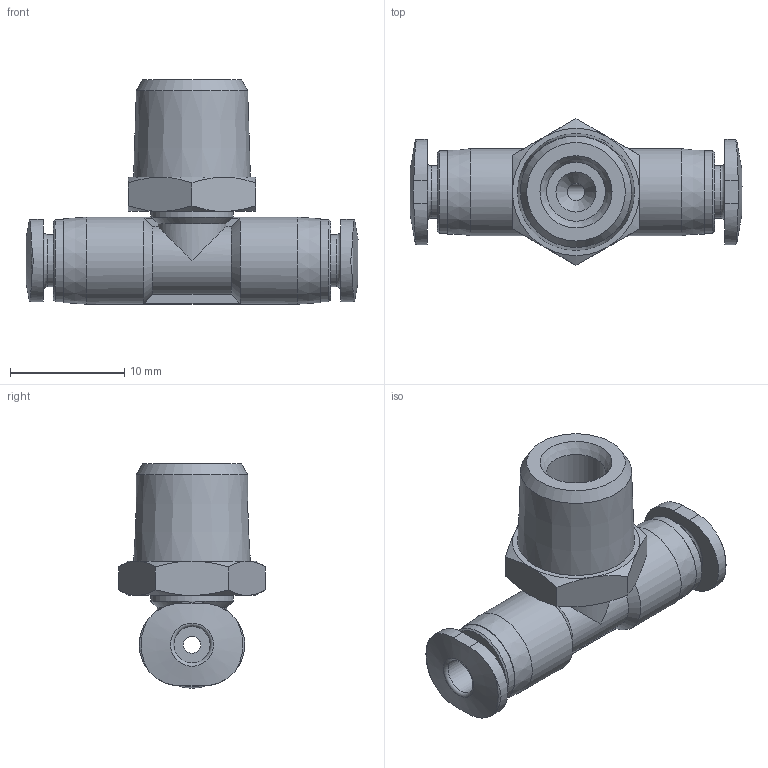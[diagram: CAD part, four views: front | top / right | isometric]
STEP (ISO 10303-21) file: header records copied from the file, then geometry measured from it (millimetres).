
FILE_DESCRIPTION(/* description */ ('STEP AP214'),/* implementation_level */ '2;1');
FILE_NAME(/* name */ '533308_QBMT-1_8-1_8-U',/* time_stamp */ '2024-09-14T03:38:19+02:00',/* author */ ('License CC BY-ND 4.0'),/* organization */ ('CADENAS'),/* preprocessor_version */ 'ST-DEVELOPER v19.3',/* originating_system */ 'PARTsolutions',/* authorisation */ ' ');
FILE_SCHEMA (('AUTOMOTIVE_DESIGN {1 0 10303 214 3 1 1}'));
Length unit declared in the file: millimetre
Products named in the file (1): 533308 QBMT-1/8-1/8-U
Bounding box: 29 x 12.83 x 19.6 mm (x, y, z)
Volume: 1779.8 mm3; surface area: 1822.1 mm2
Topology: 1 solids, 1 shells, 83 faces, 193 edges, 122 vertices
Faces by surface type: plane 28, cone 28, cylinder 19, torus 8
Full cylindrical faces by diameter (mm): 1.5 x2, 3.175 x2, 4.575 x2, 5.144 x1, 7.2 x3, 7.6 x1
Entity records: 2880 total; most frequent: CARTESIAN_POINT 548, DIRECTION 344, ORIENTED_EDGE 330, EDGE_CURVE 165, AXIS2_PLACEMENT_3D 155, EDGE_LOOP 122, FACE_BOUND 122, VERTEX_POINT 119
